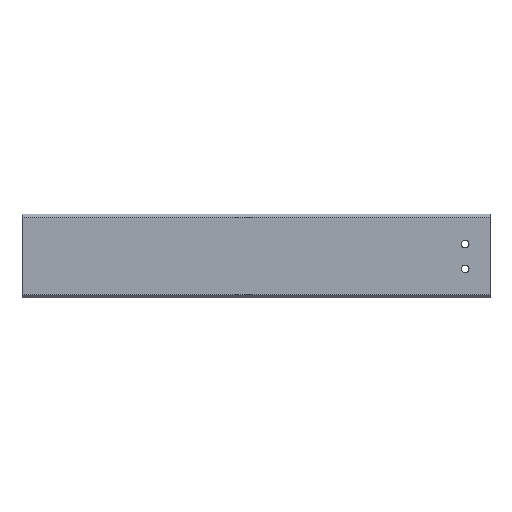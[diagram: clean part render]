
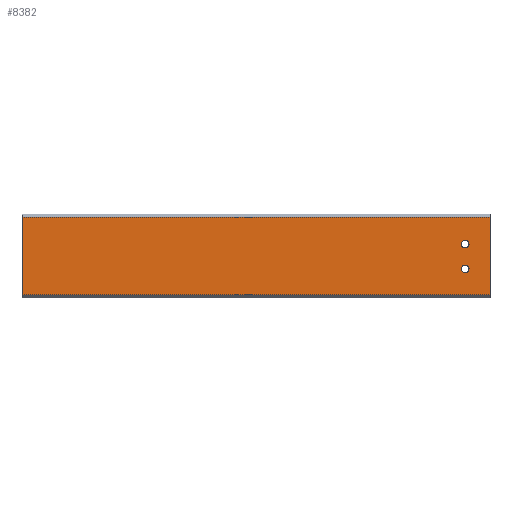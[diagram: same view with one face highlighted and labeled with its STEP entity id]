
A CAD part, front view. The second image highlights one B-rep face of the part: STEP entity #8382.
In plain terms, the highlighted planar face has unit normal (0, -1, 0).
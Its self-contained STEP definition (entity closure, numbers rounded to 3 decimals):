
#2095 = VERTEX_POINT('',#2096);
#2096 = CARTESIAN_POINT('',(451.5,-722.505,12.45));
#2102 = EDGE_CURVE('',#2103,#2095,#2105,.T.);
#2103 = VERTEX_POINT('',#2104);
#2104 = CARTESIAN_POINT('',(451.5,-722.5,-12.425));
#2105 = LINE('',#2106,#2107);
#2106 = CARTESIAN_POINT('',(451.5,-722.5,-12.425));
#2107 = VECTOR('',#2108,1.);
#2108 = DIRECTION('',(0.,0.,1.));
#8362 = EDGE_CURVE('',#2095,#8363,#8365,.T.);
#8363 = VERTEX_POINT('',#8364);
#8364 = CARTESIAN_POINT('',(301.,-722.505,12.45));
#8365 = LINE('',#8366,#8367);
#8366 = CARTESIAN_POINT('',(451.5,-722.505,12.45));
#8367 = VECTOR('',#8368,1.);
#8368 = DIRECTION('',(-1.,0.,0.));
#8382 = ADVANCED_FACE('',(#8383,#8401,#8412),#8423,.T.);
#8383 = FACE_BOUND('',#8384,.T.);
#8384 = EDGE_LOOP('',(#8385,#8393,#8394,#8395));
#8385 = ORIENTED_EDGE('',*,*,#8386,.F.);
#8386 = EDGE_CURVE('',#2103,#8387,#8389,.T.);
#8387 = VERTEX_POINT('',#8388);
#8388 = CARTESIAN_POINT('',(301.,-722.5,-12.425));
#8389 = LINE('',#8390,#8391);
#8390 = CARTESIAN_POINT('',(451.5,-722.5,-12.425));
#8391 = VECTOR('',#8392,1.);
#8392 = DIRECTION('',(-1.,0.,0.));
#8393 = ORIENTED_EDGE('',*,*,#2102,.T.);
#8394 = ORIENTED_EDGE('',*,*,#8362,.T.);
#8395 = ORIENTED_EDGE('',*,*,#8396,.T.);
#8396 = EDGE_CURVE('',#8363,#8387,#8397,.T.);
#8397 = LINE('',#8398,#8399);
#8398 = CARTESIAN_POINT('',(301.,-722.505,12.45));
#8399 = VECTOR('',#8400,1.);
#8400 = DIRECTION('',(0.,0.,-1.));
#8401 = FACE_BOUND('',#8402,.T.);
#8402 = EDGE_LOOP('',(#8403));
#8403 = ORIENTED_EDGE('',*,*,#8404,.F.);
#8404 = EDGE_CURVE('',#8405,#8405,#8407,.T.);
#8405 = VERTEX_POINT('',#8406);
#8406 = CARTESIAN_POINT('',(444.75,-722.504,3.849));
#8407 = CIRCLE('',#8408,1.25);
#8408 = AXIS2_PLACEMENT_3D('',#8409,#8410,#8411);
#8409 = CARTESIAN_POINT('',(443.5,-722.504,3.849));
#8410 = DIRECTION('',(0.,-1.,0.));
#8411 = DIRECTION('',(1.,0.,0.));
#8412 = FACE_BOUND('',#8413,.T.);
#8413 = EDGE_LOOP('',(#8414));
#8414 = ORIENTED_EDGE('',*,*,#8415,.F.);
#8415 = EDGE_CURVE('',#8416,#8416,#8418,.T.);
#8416 = VERTEX_POINT('',#8417);
#8417 = CARTESIAN_POINT('',(444.75,-722.502,-4.151));
#8418 = CIRCLE('',#8419,1.25);
#8419 = AXIS2_PLACEMENT_3D('',#8420,#8421,#8422);
#8420 = CARTESIAN_POINT('',(443.5,-722.502,-4.151));
#8421 = DIRECTION('',(0.,-1.,0.));
#8422 = DIRECTION('',(1.,0.,0.));
#8423 = PLANE('',#8424);
#8424 = AXIS2_PLACEMENT_3D('',#8425,#8426,#8427);
#8425 = CARTESIAN_POINT('',(376.25,-722.503,0.013));
#8426 = DIRECTION('',(-0.,-1.,0.));
#8427 = DIRECTION('',(0.,0.,-1.));
